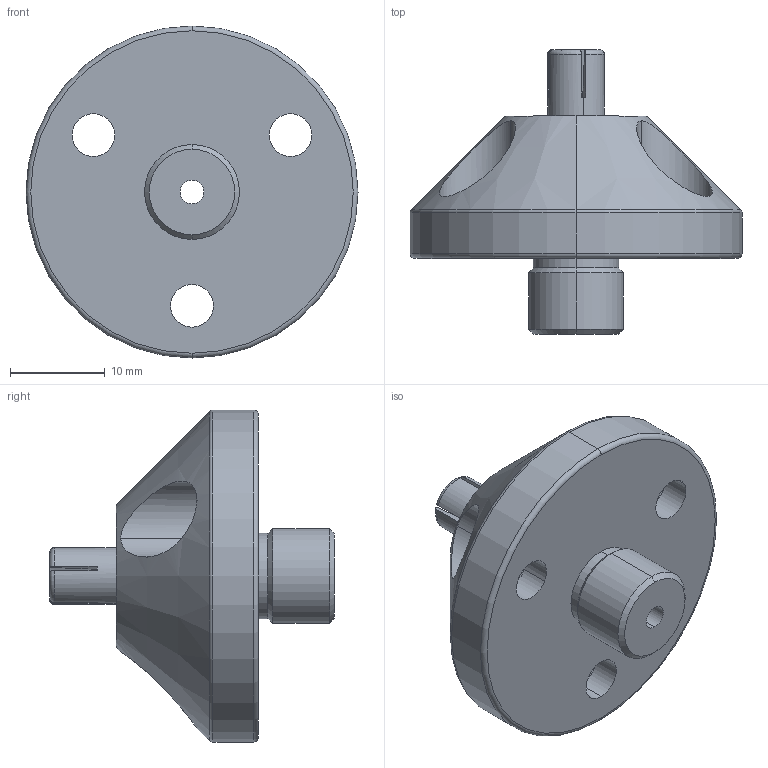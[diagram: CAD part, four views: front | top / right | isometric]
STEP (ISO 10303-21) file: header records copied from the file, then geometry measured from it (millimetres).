
FILE_DESCRIPTION (( 'STEP AP214' ), '1' );
FILE_NAME ('SF-BJ500-0635.STEP', '2025-03-24T08:52:49', ( 'Windows 蚚誧' ), ( 'Organization' ), 'SwSTEP 2.0', 'SolidWorks 2020', '' );
FILE_SCHEMA (( 'AUTOMOTIVE_DESIGN' ));
Length unit declared in the file: millimetre
Products named in the file (3): SF-BJ500-0635; 壩梠种; 隅弇輸
Assembly tree (2 placements, depth 2):
  SF-BJ500-0635
    隅弇輸
    壩梠种
Bounding box: 35 x 30 x 35 mm (x, y, z)
Volume: 9276.6 mm3; surface area: 4258.9 mm2
Topology: 2 solids, 2 shells, 74 faces, 169 edges, 104 vertices
Faces by surface type: cylinder 30, plane 22, torus 12, cone 10
Entity records: 2513 total; most frequent: CARTESIAN_POINT 614, DIRECTION 399, ORIENTED_EDGE 338, AXIS2_PLACEMENT_3D 173, EDGE_CURVE 169, VERTEX_POINT 104, CIRCLE 94, EDGE_LOOP 89
